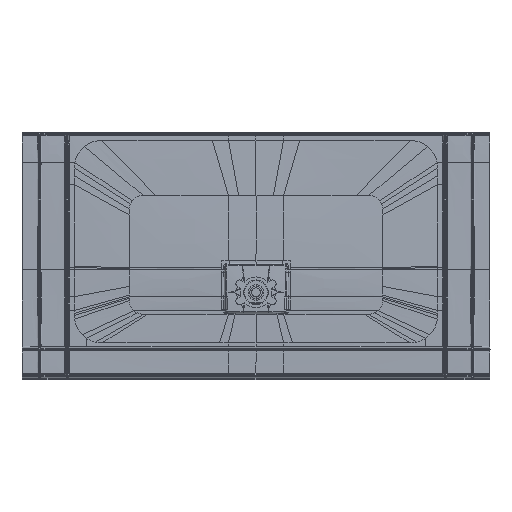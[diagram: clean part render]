
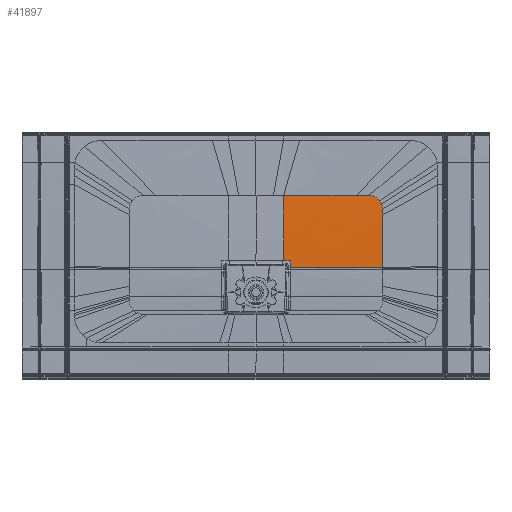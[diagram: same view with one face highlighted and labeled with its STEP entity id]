
A CAD part, front view. The second image highlights one B-rep face of the part: STEP entity #41897.
In plain terms, the highlighted free-form (B-spline) face has degree [3, 3] with [4, 4] control points.
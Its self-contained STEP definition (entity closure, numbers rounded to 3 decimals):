
#11682=CARTESIAN_POINT('',(97.993,7199.92,112.111));
#11683=DIRECTION('',(-1.,0.,0.));
#11684=DIRECTION('',(0.,-1.,0.008));
#11685=AXIS2_PLACEMENT_3D('',#11682,#11683,#11684);
#11687=CARTESIAN_POINT('',(100.081,-22.02,
407.5));
#11688=CARTESIAN_POINT('',(185.468,-22.02,
407.5));
#11689=CARTESIAN_POINT('',(273.811,-21.587,
407.5));
#11690=CARTESIAN_POINT('',(364.083,-20.81,
407.5));
#11692=CARTESIAN_POINT('',(364.083,-20.81,
407.5));
#11693=CARTESIAN_POINT('',(369.232,-20.766,
407.497));
#11694=CARTESIAN_POINT('',(379.498,-20.675,
407.493));
#11695=CARTESIAN_POINT('',(394.803,-20.534,
407.508));
#11696=CARTESIAN_POINT('',(404.945,-20.437,
407.504));
#11697=CARTESIAN_POINT('',(410.,-20.388,
407.499));
#11699=CARTESIAN_POINT('',(410.,-20.388,
407.499));
#11700=CARTESIAN_POINT('',(410.961,-20.379,
407.499));
#11701=CARTESIAN_POINT('',(412.879,-20.361,
407.441));
#11702=CARTESIAN_POINT('',(415.749,-20.34,
407.194));
#11703=CARTESIAN_POINT('',(418.599,-20.323,
406.781));
#11704=CARTESIAN_POINT('',(421.42,-20.31,
406.205));
#11705=CARTESIAN_POINT('',(424.202,-20.301,
405.468));
#11706=CARTESIAN_POINT('',(426.937,-20.296,
404.572));
#11707=CARTESIAN_POINT('',(429.615,-20.295,
403.521));
#11708=CARTESIAN_POINT('',(432.228,-20.298,
402.318));
#11709=CARTESIAN_POINT('',(434.767,-20.305,
400.966));
#11710=CARTESIAN_POINT('',(437.224,-20.316,
399.472));
#11711=CARTESIAN_POINT('',(439.592,-20.33,
397.838));
#11712=CARTESIAN_POINT('',(441.862,-20.347,
396.07));
#11713=CARTESIAN_POINT('',(444.023,-20.368,
394.178));
#11714=CARTESIAN_POINT('',(446.074,-20.392,
392.163));
#11715=CARTESIAN_POINT('',(448.007,-20.419,
390.034));
#11716=CARTESIAN_POINT('',(449.209,-20.438,
388.541));
#11717=CARTESIAN_POINT('',(449.79,-20.449,
387.777));
#11719=CARTESIAN_POINT('',(449.79,-20.449,
387.777));
#11720=CARTESIAN_POINT('',(450.334,-20.459,
387.061));
#11721=CARTESIAN_POINT('',(451.382,-20.479,
385.604));
#11722=CARTESIAN_POINT('',(452.836,-20.512,
383.334));
#11723=CARTESIAN_POINT('',(454.165,-20.547,
380.99));
#11724=CARTESIAN_POINT('',(455.366,-20.585,
378.577));
#11725=CARTESIAN_POINT('',(456.079,-20.611,
376.929));
#11726=CARTESIAN_POINT('',(456.413,-20.625,
376.094));
#11728=CARTESIAN_POINT('',(456.413,-20.625,
376.094));
#11729=CARTESIAN_POINT('',(456.75,-20.639,
375.251));
#11730=CARTESIAN_POINT('',(457.378,-20.667,
373.55));
#11731=CARTESIAN_POINT('',(458.18,-20.711,
370.949));
#11732=CARTESIAN_POINT('',(458.84,-20.758,
368.308));
#11733=CARTESIAN_POINT('',(459.356,-20.806,
365.634));
#11734=CARTESIAN_POINT('',(459.726,-20.857,
362.937));
#11735=CARTESIAN_POINT('',(459.949,-20.909,
360.222));
#11736=CARTESIAN_POINT('',(459.999,-20.944,
358.408));
#11737=CARTESIAN_POINT('',(460.,-20.963,
357.5));
#11739=DIRECTION('',(0.,-0.019,-1.));
#11740=VECTOR('',#11739,21.445);
#11741=CARTESIAN_POINT('',(460.,-20.963,
357.5));
#11742=LINE('',#11741,#11740);
#11743=CARTESIAN_POINT('',(460.,-21.38,
336.059));
#11744=CARTESIAN_POINT('',(460.,-22.582,
271.933));
#11745=CARTESIAN_POINT('',(459.992,-23.362,
208.247));
#11746=CARTESIAN_POINT('',(459.999,-23.737,
145.169));
#11748=CARTESIAN_POINT('',(125.111,-27.962,
145.151));
#11749=CARTESIAN_POINT('',(236.752,-27.777,
145.154));
#11750=CARTESIAN_POINT('',(348.391,-26.357,
145.181));
#11751=CARTESIAN_POINT('',(459.999,-23.737,
145.169));
#12227=CARTESIAN_POINT('',(100.067,-27.825,
170.2));
#12228=CARTESIAN_POINT('',(108.415,-27.825,
170.2));
#12229=CARTESIAN_POINT('',(116.762,-27.817,
170.198));
#12230=CARTESIAN_POINT('',(125.11,-27.803,
170.198));
#12232=CARTESIAN_POINT('',(125.11,-27.803,
170.198));
#12233=CARTESIAN_POINT('',(125.11,-27.871,
161.849));
#12234=CARTESIAN_POINT('',(125.111,-27.923,
153.5));
#12235=CARTESIAN_POINT('',(125.111,-27.962,
145.151));
#19550=CARTESIAN_POINT('',(100.081,-22.02,
407.5));
#19551=VERTEX_POINT('',#19550);
#19553=CARTESIAN_POINT('',(100.067,-27.825,
170.2));
#19555=VERTEX_POINT('',#19553);
#19583=CARTESIAN_POINT('',(459.999,-23.737,
145.169));
#19584=VERTEX_POINT('',#19583);
#19587=CARTESIAN_POINT('',(460.,-21.38,
336.059));
#19588=VERTEX_POINT('',#19587);
#19590=CARTESIAN_POINT('',(460.,-20.963,
357.5));
#19591=VERTEX_POINT('',#19590);
#19592=CARTESIAN_POINT('',(456.413,-20.625,
376.094));
#19593=VERTEX_POINT('',#19592);
#19595=CARTESIAN_POINT('',(449.79,-20.449,
387.777));
#19596=VERTEX_POINT('',#19595);
#19598=CARTESIAN_POINT('',(410.,-20.388,
407.499));
#19599=VERTEX_POINT('',#19598);
#19600=CARTESIAN_POINT('',(364.083,-20.81,
407.5));
#19601=VERTEX_POINT('',#19600);
#19602=VERTEX_POINT('',#11748);
#19603=VERTEX_POINT('',#12232);
#41864=CARTESIAN_POINT('',(463.532,-19.773,
410.052));
#41865=CARTESIAN_POINT('',(463.656,-21.855,
320.905));
#41866=CARTESIAN_POINT('',(463.727,-23.152,
231.726));
#41867=CARTESIAN_POINT('',(463.747,-23.664,
142.545));
#41868=CARTESIAN_POINT('',(341.199,-21.084,
410.219));
#41869=CARTESIAN_POINT('',(341.297,-24.152,
321.034));
#41870=CARTESIAN_POINT('',(341.345,-25.98,
231.797));
#41871=CARTESIAN_POINT('',(341.344,-26.569,
142.557));
#41872=CARTESIAN_POINT('',(218.841,-21.92,
410.329));
#41873=CARTESIAN_POINT('',(218.895,-25.617,
321.108));
#41874=CARTESIAN_POINT('',(218.916,-27.651,
231.818));
#41875=CARTESIAN_POINT('',(218.906,-28.023,
142.523));
#41876=CARTESIAN_POINT('',(96.468,-21.903,
410.327));
#41877=CARTESIAN_POINT('',(96.467,-25.587,
321.107));
#41878=CARTESIAN_POINT('',(96.466,-27.618,
231.818));
#41879=CARTESIAN_POINT('',(96.466,-27.994,
142.524));
#41880=B_SPLINE_SURFACE_WITH_KNOTS('',3,3,((#41864,#41865,#41866,#41867),
(#41868,#41869,#41870,#41871),(#41872,#41873,#41874,#41875),(#41876,#41877,
#41878,#41879)),.UNSPECIFIED.,.F.,.F.,.F.,(4,4),(4,4),(0.384,
1.006),(0.302,0.987),.UNSPECIFIED.);
#41882=ORIENTED_EDGE('',*,*,#41881,.F.);
#41884=ORIENTED_EDGE('',*,*,#41883,.F.);
#41886=ORIENTED_EDGE('',*,*,#41885,.F.);
#41887=ORIENTED_EDGE('',*,*,#41855,.T.);
#41888=ORIENTED_EDGE('',*,*,#41734,.T.);
#41889=ORIENTED_EDGE('',*,*,#41707,.T.);
#41890=ORIENTED_EDGE('',*,*,#41672,.T.);
#41891=ORIENTED_EDGE('',*,*,#41633,.T.);
#41892=ORIENTED_EDGE('',*,*,#41598,.T.);
#41893=ORIENTED_EDGE('',*,*,#41563,.T.);
#41894=ORIENTED_EDGE('',*,*,#41528,.T.);
#41895=EDGE_LOOP('',(#41882,#41884,#41886,#41887,#41888,#41889,#41890,#41891,
#41892,#41893,#41894));
#41896=FACE_OUTER_BOUND('',#41895,.F.);
#41897=ADVANCED_FACE('',(#41896),#41880,.T.);
#11686=CIRCLE('',#11685,7227.978);
#11691=B_SPLINE_CURVE_WITH_KNOTS('',3,(#11687,#11688,#11689,#11690),
.UNSPECIFIED.,.F.,.F.,(4,4),(0.,1.),.UNSPECIFIED.);
#11698=B_SPLINE_CURVE_WITH_KNOTS('',3,(#11692,#11693,#11694,#11695,#11696,
#11697),.UNSPECIFIED.,.F.,.F.,(4,1,1,4),(0.,0.333,
0.667,1.),.UNSPECIFIED.);
#11718=B_SPLINE_CURVE_WITH_KNOTS('',3,(#11699,#11700,#11701,#11702,#11703,
#11704,#11705,#11706,#11707,#11708,#11709,#11710,#11711,#11712,#11713,#11714,
#11715,#11716,#11717),.UNSPECIFIED.,.F.,.F.,(4,1,1,1,1,1,1,1,1,1,1,1,1,1,1,1,4),
(0.,0.063,0.125,0.188,0.25,0.313,0.375,0.438,0.5,0.563,
0.625,0.688,0.75,0.813,0.875,0.938,1.),.UNSPECIFIED.);
#11727=B_SPLINE_CURVE_WITH_KNOTS('',3,(#11719,#11720,#11721,#11722,#11723,
#11724,#11725,#11726),.UNSPECIFIED.,.F.,.F.,(4,1,1,1,1,4),(0.,0.2,0.4,
0.6,0.8,1.),.UNSPECIFIED.);
#11738=B_SPLINE_CURVE_WITH_KNOTS('',3,(#11728,#11729,#11730,#11731,#11732,
#11733,#11734,#11735,#11736,#11737),.UNSPECIFIED.,.F.,.F.,(4,1,1,1,1,1,1,4),(
0.,0.143,0.286,0.429,0.571,
0.714,0.857,1.),.UNSPECIFIED.);
#11747=B_SPLINE_CURVE_WITH_KNOTS('',3,(#11743,#11744,#11745,#11746),
.UNSPECIFIED.,.F.,.F.,(4,4),(0.,1.),.UNSPECIFIED.);
#11752=B_SPLINE_CURVE_WITH_KNOTS('',3,(#11748,#11749,#11750,#11751),
.UNSPECIFIED.,.F.,.F.,(4,4),(0.,1.),.UNSPECIFIED.);
#12231=B_SPLINE_CURVE_WITH_KNOTS('',3,(#12227,#12228,#12229,#12230),
.UNSPECIFIED.,.F.,.F.,(4,4),(0.,1.),.UNSPECIFIED.);
#12236=B_SPLINE_CURVE_WITH_KNOTS('',3,(#12232,#12233,#12234,#12235),
.UNSPECIFIED.,.F.,.F.,(4,4),(0.,1.),.UNSPECIFIED.);
#41528=EDGE_CURVE('',#19588,#19584,#11747,.T.);
#41563=EDGE_CURVE('',#19591,#19588,#11742,.T.);
#41598=EDGE_CURVE('',#19593,#19591,#11738,.T.);
#41633=EDGE_CURVE('',#19596,#19593,#11727,.T.);
#41672=EDGE_CURVE('',#19599,#19596,#11718,.T.);
#41707=EDGE_CURVE('',#19601,#19599,#11698,.T.);
#41734=EDGE_CURVE('',#19551,#19601,#11691,.T.);
#41855=EDGE_CURVE('',#19555,#19551,#11686,.T.);
#41881=EDGE_CURVE('',#19602,#19584,#11752,.T.);
#41883=EDGE_CURVE('',#19603,#19602,#12236,.T.);
#41885=EDGE_CURVE('',#19555,#19603,#12231,.T.);
